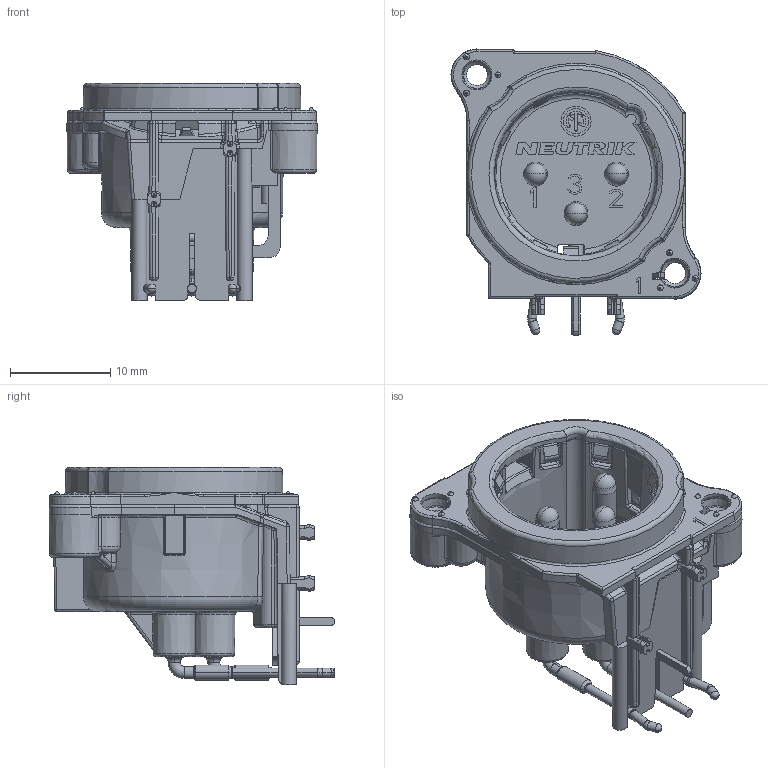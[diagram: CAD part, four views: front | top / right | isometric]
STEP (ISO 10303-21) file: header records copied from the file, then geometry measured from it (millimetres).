
FILE_DESCRIPTION((''),'2;1');
FILE_NAME('NC3MBH-E','2024-03-04T13:30:20',('phk'),(''),'CREO PARAMETRIC BY PTC INC, 2021184','CREO PARAMETRIC BY PTC INC, 2021184','');
FILE_SCHEMA(('AP242_MANAGED_MODEL_BASED_3D_ENGINEERING_MIM_LF { 1 0 10303 442 1 1 4 }'));
Products named in the file (1): NC3MBH-E
Bounding box: 25 x 28.57 x 21.7 mm (x, y, z)
Volume: 2551 mm3; surface area: 5124.3 mm2
Topology: 1 solids, 6 shells, 1888 faces, 4769 edges, 2853 vertices
Faces by surface type: plane 676, cylinder 482, bspline 308, torus 171, cone 115, sphere 107, extrusion 29
Entity records: 94509 total; most frequent: CARTESIAN_POINT 23809, ORIENTED_EDGE 9482, DIRECTION 8403, PRESENTATION_STYLE_ASSIGNMENT 6583, STYLED_ITEM 4776, CURVE_STYLE 4771, EDGE_CURVE 4741, AXIS2_PLACEMENT_3D 3109
